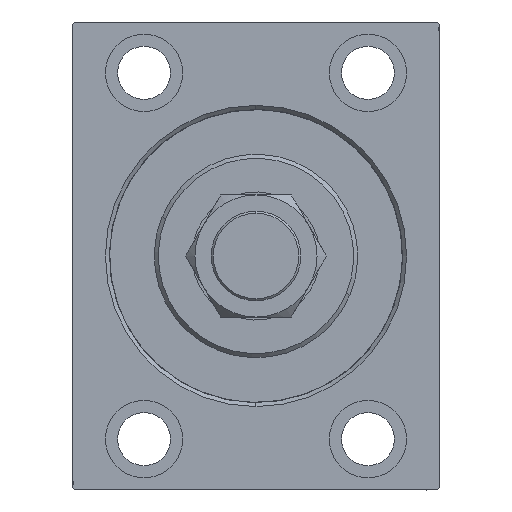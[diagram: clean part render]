
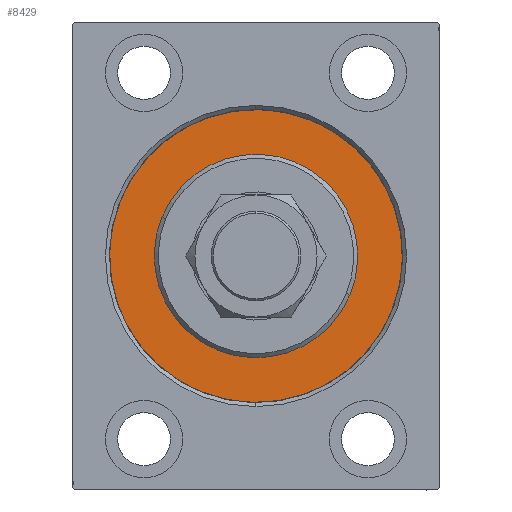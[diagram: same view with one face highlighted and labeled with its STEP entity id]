
A CAD part, left-side view. The second image highlights one B-rep face of the part: STEP entity #8429.
In plain terms, the highlighted face is planar.
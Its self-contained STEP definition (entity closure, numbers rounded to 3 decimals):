
#2500 = FACE_BOUND ( 'NONE', #17897, .T. ) ;
#2706 = CARTESIAN_POINT ( 'NONE',  ( 0., 0., -25. ) ) ;
#4687 = ORIENTED_EDGE ( 'NONE', *, *, #8718, .F. ) ;
#5932 = DIRECTION ( 'NONE',  ( 0., 0., -1. ) ) ;
#8429 = ADVANCED_FACE ( 'NONE', ( #2500, #26939 ), #22806, .F. ) ;
#8718 = EDGE_CURVE ( 'NONE', #43606, #37209, #43741, .T. ) ;
#12106 = EDGE_CURVE ( 'NONE', #42436, #17557, #30541, .T. ) ;
#13442 = CARTESIAN_POINT ( 'NONE',  ( 0., 0., 25. ) ) ;
#15777 = AXIS2_PLACEMENT_3D ( 'NONE', #31463, #31017, #21108 ) ;
#16018 = ORIENTED_EDGE ( 'NONE', *, *, #16841, .F. ) ;
#16566 = AXIS2_PLACEMENT_3D ( 'NONE', #23459, #23002, #5932 ) ;
#16567 = DIRECTION ( 'NONE',  ( 0., 0., 1. ) ) ;
#16653 = EDGE_CURVE ( 'NONE', #37209, #43606, #35822, .T. ) ;
#16841 = EDGE_CURVE ( 'NONE', #17557, #42436, #36553, .T. ) ;
#17557 = VERTEX_POINT ( 'NONE', #2706 ) ;
#17897 = EDGE_LOOP ( 'NONE', ( #28267, #16018 ) ) ;
#18357 = EDGE_LOOP ( 'NONE', ( #44911, #4687 ) ) ;
#19347 = DIRECTION ( 'NONE',  ( -1., 0., 0. ) ) ;
#20846 = DIRECTION ( 'NONE',  ( -1., 0., 0. ) ) ;
#21108 = DIRECTION ( 'NONE',  ( 0., 0., 1. ) ) ;
#21868 = AXIS2_PLACEMENT_3D ( 'NONE', #24977, #20846, #34649 ) ;
#22217 = DIRECTION ( 'NONE',  ( 0., 0., -1. ) ) ;
#22806 = PLANE ( 'NONE',  #42324 ) ;
#23002 = DIRECTION ( 'NONE',  ( 1., 0., 0. ) ) ;
#23459 = CARTESIAN_POINT ( 'NONE',  ( 0., 0., 0. ) ) ;
#24977 = CARTESIAN_POINT ( 'NONE',  ( 0., 0., 0. ) ) ;
#25987 = CARTESIAN_POINT ( 'NONE',  ( 0., 0., -36. ) ) ;
#26939 = FACE_OUTER_BOUND ( 'NONE', #18357, .T. ) ;
#28267 = ORIENTED_EDGE ( 'NONE', *, *, #12106, .F. ) ;
#30541 = CIRCLE ( 'NONE', #16566, 25. ) ;
#31017 = DIRECTION ( 'NONE',  ( -1., 0., 0. ) ) ;
#31258 = CARTESIAN_POINT ( 'NONE',  ( 0., 0., 36. ) ) ;
#31463 = CARTESIAN_POINT ( 'NONE',  ( 0., 0., 0. ) ) ;
#34649 = DIRECTION ( 'NONE',  ( 0., 0., 1. ) ) ;
#35822 = CIRCLE ( 'NONE', #21868, 36. ) ;
#36553 = CIRCLE ( 'NONE', #42445, 25. ) ;
#36837 = CARTESIAN_POINT ( 'NONE',  ( 0., 0., 0. ) ) ;
#37209 = VERTEX_POINT ( 'NONE', #25987 ) ;
#39716 = CARTESIAN_POINT ( 'NONE',  ( 0., 0., 0. ) ) ;
#42324 = AXIS2_PLACEMENT_3D ( 'NONE', #36837, #19347, #16567 ) ;
#42436 = VERTEX_POINT ( 'NONE', #13442 ) ;
#42445 = AXIS2_PLACEMENT_3D ( 'NONE', #39716, #42943, #22217 ) ;
#42943 = DIRECTION ( 'NONE',  ( 1., 0., 0. ) ) ;
#43606 = VERTEX_POINT ( 'NONE', #31258 ) ;
#43741 = CIRCLE ( 'NONE', #15777, 36. ) ;
#44911 = ORIENTED_EDGE ( 'NONE', *, *, #16653, .F. ) ;
